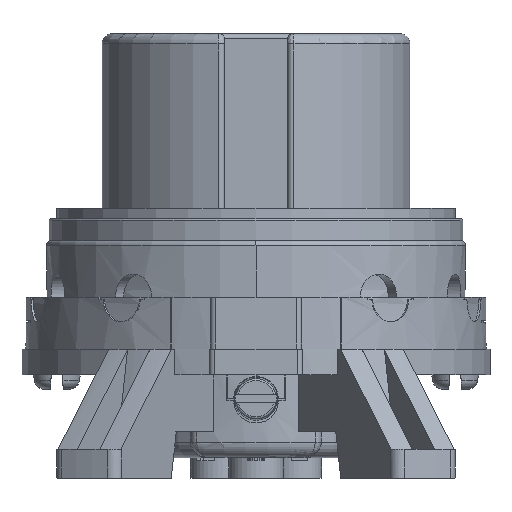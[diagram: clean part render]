
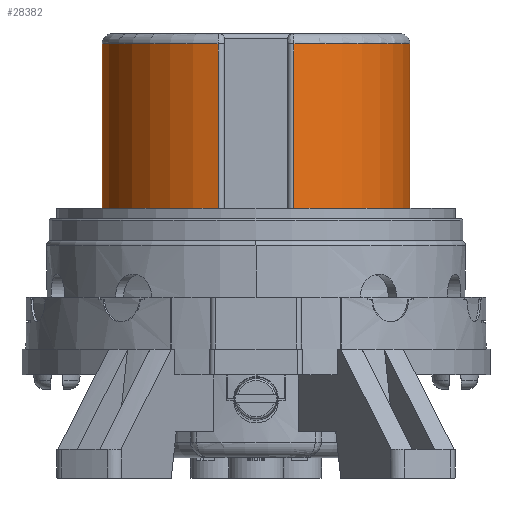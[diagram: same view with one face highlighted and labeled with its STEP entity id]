
A CAD part, front view. The second image highlights one B-rep face of the part: STEP entity #28382.
In plain terms, the highlighted cylindrical face has radius 14.9 mm (diameter 29.8 mm), a partial arc.
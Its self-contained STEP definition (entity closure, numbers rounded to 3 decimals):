
#10601=CARTESIAN_POINT('',(3.673,-14.44,
20.4));
#10608=CARTESIAN_POINT('',(-3.673,-14.44,
20.4));
#10664=CARTESIAN_POINT('',(0.,0.,20.4));
#10665=DIRECTION('',(0.,0.,1.));
#10666=DIRECTION('',(0.247,-0.969,0.));
#10667=AXIS2_PLACEMENT_3D('',#10664,#10665,#10666);
#10669=DIRECTION('',(0.,0.,1.));
#10670=VECTOR('',#10669,15.9);
#10671=CARTESIAN_POINT('',(-3.673,-14.44,4.5));
#10672=LINE('',#10671,#10670);
#10673=CARTESIAN_POINT('',(0.,0.,4.5));
#10674=DIRECTION('',(0.,0.,-1.));
#10675=DIRECTION('',(-0.247,-0.969,0.));
#10676=AXIS2_PLACEMENT_3D('',#10673,#10674,#10675);
#10678=DIRECTION('',(0.,0.,-1.));
#10679=VECTOR('',#10678,15.9);
#10680=CARTESIAN_POINT('',(3.673,-14.44,
20.4));
#10681=LINE('',#10680,#10679);
#13182=VERTEX_POINT('',#10601);
#13193=VERTEX_POINT('',#10608);
#15687=CARTESIAN_POINT('',(3.673,-14.44,4.5));
#15688=VERTEX_POINT('',#15687);
#15689=CARTESIAN_POINT('',(-3.673,-14.44,4.5));
#15690=VERTEX_POINT('',#15689);
#28370=CARTESIAN_POINT('',(0.,0.,22.925));
#28371=DIRECTION('',(0.,0.,-1.));
#28372=DIRECTION('',(0.,-1.,0.));
#28373=AXIS2_PLACEMENT_3D('',#28370,#28371,#28372);
#28374=CYLINDRICAL_SURFACE('',#28373,14.9);
#28375=ORIENTED_EDGE('',*,*,#28268,.T.);
#28376=ORIENTED_EDGE('',*,*,#28363,.F.);
#28377=ORIENTED_EDGE('',*,*,#27046,.T.);
#28379=ORIENTED_EDGE('',*,*,#28378,.F.);
#28380=EDGE_LOOP('',(#28375,#28376,#28377,#28379));
#28381=FACE_OUTER_BOUND('',#28380,.F.);
#28382=ADVANCED_FACE('',(#28381),#28374,.T.);
#10668=CIRCLE('',#10667,14.9);
#10677=CIRCLE('',#10676,14.9);
#27046=EDGE_CURVE('',#15690,#15688,#10677,.T.);
#28268=EDGE_CURVE('',#13182,#13193,#10668,.T.);
#28363=EDGE_CURVE('',#15690,#13193,#10672,.T.);
#28378=EDGE_CURVE('',#13182,#15688,#10681,.T.);
